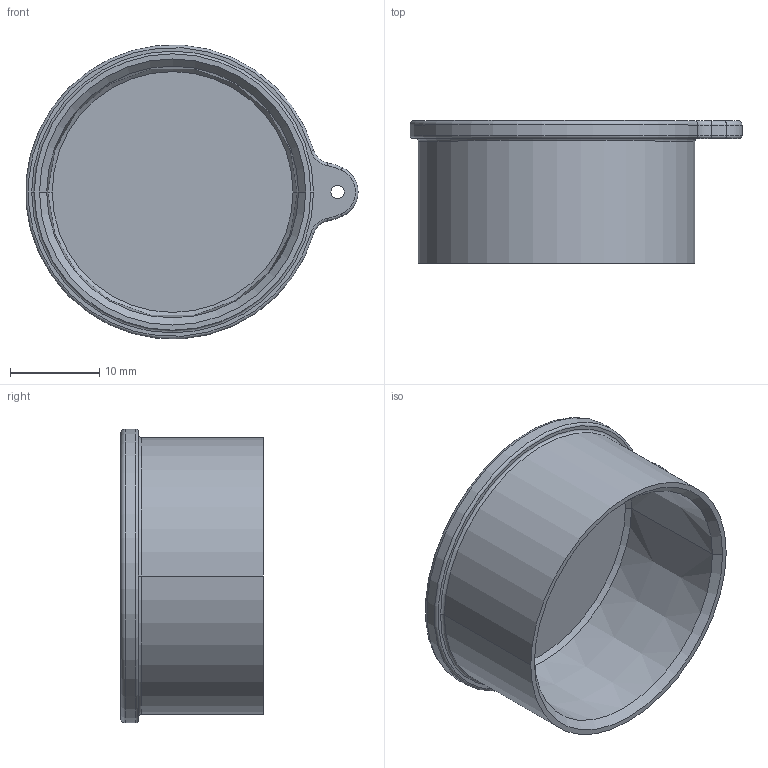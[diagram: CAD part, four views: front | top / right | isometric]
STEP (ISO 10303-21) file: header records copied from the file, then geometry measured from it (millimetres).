
FILE_DESCRIPTION((''),'2;1');
FILE_NAME('HY-Z25-CV','2017-08-04T',('hq.zhang'),(''),'PRO/ENGINEER BY PARAMETRIC TECHNOLOGY CORPORATION, 2012480','PRO/ENGINEER BY PARAMETRIC TECHNOLOGY CORPORATION, 2012480','');
FILE_SCHEMA(('AUTOMOTIVE_DESIGN { 1 0 10303 214 1 1 1 1 }'));
Length unit declared in the file: millimetre
Products named in the file (1): HY-Z25-CV
Bounding box: 37.23 x 16 x 32.91 mm (x, y, z)
Volume: 3601.8 mm3; surface area: 4455.9 mm2
Topology: 1 solids, 1 shells, 34 faces, 72 edges, 42 vertices
Faces by surface type: torus 14, cylinder 10, cone 6, plane 4
Entity records: 1050 total; most frequent: DIRECTION 196, CARTESIAN_POINT 150, ORIENTED_EDGE 144, AXIS2_PLACEMENT_3D 90, EDGE_CURVE 72, COLOUR_RGB 59, CIRCLE 56, VERTEX_POINT 42
